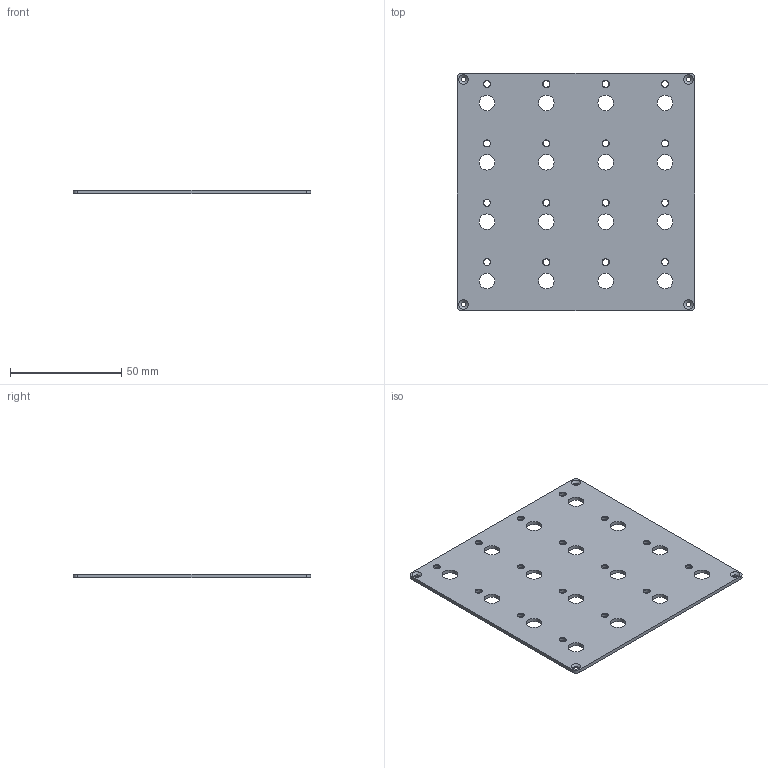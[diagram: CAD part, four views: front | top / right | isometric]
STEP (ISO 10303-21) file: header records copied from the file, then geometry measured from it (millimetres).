
FILE_DESCRIPTION(('FreeCAD Model'),'2;1');
FILE_NAME('fp_p16_old.step', '2019-06-11T21:56:28',('Author'),(''), 'Open CASCADE STEP processor 7.2','FreeCAD','Unknown');
FILE_SCHEMA(('AUTOMOTIVE_DESIGN { 1 0 10303 214 1 1 1 1 }'));
Length unit declared in the file: millimetre
Products named in the file (1): Light2
Bounding box: 106.6 x 106.6 x 1.6 mm (x, y, z)
Volume: 16961.5 mm3; surface area: 22750.4 mm2
Topology: 1 solids, 1 shells, 82 faces, 188 edges, 124 vertices
Faces by surface type: cylinder 56, plane 22, cone 4
Full cylindrical faces by diameter (mm): 2.2 x4, 3 x16, 3.2 x16, 7 x16
Entity records: 4989 total; most frequent: DIRECTION 834, CARTESIAN_POINT 803, ORIENTED_EDGE 376, PCURVE 376, DEFINITIONAL_REPRESENTATION 376, LINE 328, VECTOR 328, CIRCLE 224
